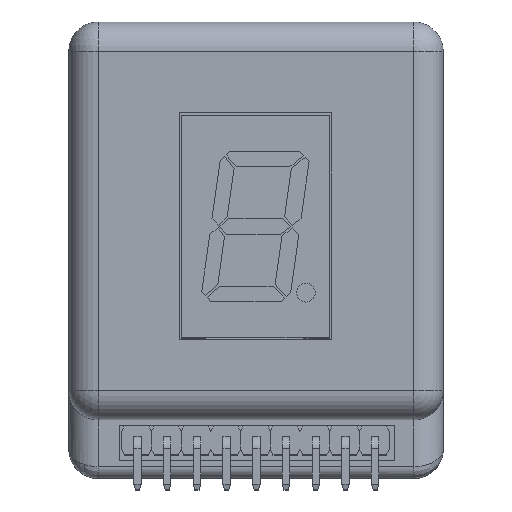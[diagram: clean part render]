
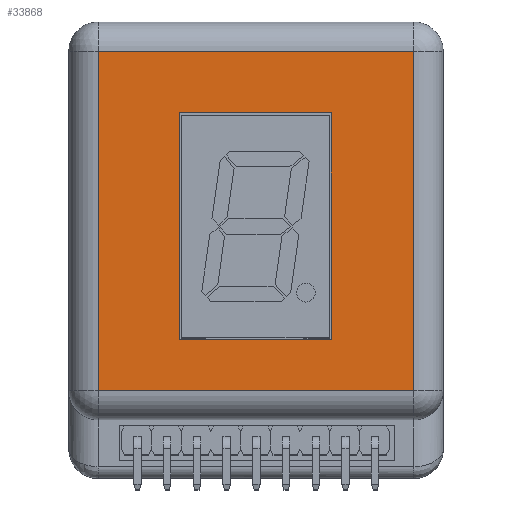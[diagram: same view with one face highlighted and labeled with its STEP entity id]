
A CAD part, top view. The second image highlights one B-rep face of the part: STEP entity #33868.
In plain terms, the highlighted planar face has unit normal (0, 0, 1).
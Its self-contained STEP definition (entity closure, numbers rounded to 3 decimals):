
#28642 = CYLINDRICAL_SURFACE('',#28643,2.5);
#28643 = AXIS2_PLACEMENT_3D('',#28644,#28645,#28646);
#28644 = CARTESIAN_POINT('',(-9.65,-1.,5.6));
#28645 = DIRECTION('',(1.,0.,0.));
#28646 = DIRECTION('',(0.,-1.,0.));
#29158 = CYLINDRICAL_SURFACE('',#29159,2.5);
#29159 = AXIS2_PLACEMENT_3D('',#29160,#29161,#29162);
#29160 = CARTESIAN_POINT('',(-7.15,-3.5,5.6));
#29161 = DIRECTION('',(0.,1.,0.));
#29162 = DIRECTION('',(0.,0.,1.));
#29376 = VERTEX_POINT('',#29377);
#29377 = CARTESIAN_POINT('',(-7.15,-1.,8.1));
#29399 = EDGE_CURVE('',#29376,#29400,#29402,.T.);
#29400 = VERTEX_POINT('',#29401);
#29401 = CARTESIAN_POINT('',(19.85,-1.,8.1));
#29402 = SURFACE_CURVE('',#29403,(#29407,#29414),.PCURVE_S1.);
#29403 = LINE('',#29404,#29405);
#29404 = CARTESIAN_POINT('',(-9.65,-1.,8.1));
#29405 = VECTOR('',#29406,1.);
#29406 = DIRECTION('',(1.,0.,0.));
#29407 = PCURVE('',#28642,#29408);
#29408 = DEFINITIONAL_REPRESENTATION('',(#29409),#29413);
#29409 = LINE('',#29410,#29411);
#29410 = CARTESIAN_POINT('',(-1.571,0.));
#29411 = VECTOR('',#29412,1.);
#29412 = DIRECTION('',(-0.,1.));
#29413 = ( GEOMETRIC_REPRESENTATION_CONTEXT(2) 
PARAMETRIC_REPRESENTATION_CONTEXT() REPRESENTATION_CONTEXT('2D SPACE',''
  ) );
#29414 = PCURVE('',#29415,#29420);
#29415 = PLANE('',#29416);
#29416 = AXIS2_PLACEMENT_3D('',#29417,#29418,#29419);
#29417 = CARTESIAN_POINT('',(-9.65,-3.5,8.1));
#29418 = DIRECTION('',(0.,0.,1.));
#29419 = DIRECTION('',(1.,0.,0.));
#29420 = DEFINITIONAL_REPRESENTATION('',(#29421),#29425);
#29421 = LINE('',#29422,#29423);
#29422 = CARTESIAN_POINT('',(0.,2.5));
#29423 = VECTOR('',#29424,1.);
#29424 = DIRECTION('',(1.,0.));
#29425 = ( GEOMETRIC_REPRESENTATION_CONTEXT(2) 
PARAMETRIC_REPRESENTATION_CONTEXT() REPRESENTATION_CONTEXT('2D SPACE',''
  ) );
#29517 = CYLINDRICAL_SURFACE('',#29518,2.5);
#29518 = AXIS2_PLACEMENT_3D('',#29519,#29520,#29521);
#29519 = CARTESIAN_POINT('',(19.85,-3.5,5.6));
#29520 = DIRECTION('',(0.,1.,0.));
#29521 = DIRECTION('',(1.,0.,0.));
#33793 = VERTEX_POINT('',#33794);
#33794 = CARTESIAN_POINT('',(-7.15,28.,8.1));
#33816 = EDGE_CURVE('',#29376,#33793,#33817,.T.);
#33817 = SURFACE_CURVE('',#33818,(#33822,#33829),.PCURVE_S1.);
#33818 = LINE('',#33819,#33820);
#33819 = CARTESIAN_POINT('',(-7.15,-3.5,8.1));
#33820 = VECTOR('',#33821,1.);
#33821 = DIRECTION('',(0.,1.,0.));
#33822 = PCURVE('',#29158,#33823);
#33823 = DEFINITIONAL_REPRESENTATION('',(#33824),#33828);
#33824 = LINE('',#33825,#33826);
#33825 = CARTESIAN_POINT('',(-0.,0.));
#33826 = VECTOR('',#33827,1.);
#33827 = DIRECTION('',(-0.,1.));
#33828 = ( GEOMETRIC_REPRESENTATION_CONTEXT(2) 
PARAMETRIC_REPRESENTATION_CONTEXT() REPRESENTATION_CONTEXT('2D SPACE',''
  ) );
#33829 = PCURVE('',#29415,#33830);
#33830 = DEFINITIONAL_REPRESENTATION('',(#33831),#33835);
#33831 = LINE('',#33832,#33833);
#33832 = CARTESIAN_POINT('',(2.5,0.));
#33833 = VECTOR('',#33834,1.);
#33834 = DIRECTION('',(0.,1.));
#33835 = ( GEOMETRIC_REPRESENTATION_CONTEXT(2) 
PARAMETRIC_REPRESENTATION_CONTEXT() REPRESENTATION_CONTEXT('2D SPACE',''
  ) );
#33868 = ADVANCED_FACE('',(#33869,#33922),#29415,.T.);
#33869 = FACE_BOUND('',#33870,.T.);
#33870 = EDGE_LOOP('',(#33871,#33872,#33895,#33921));
#33871 = ORIENTED_EDGE('',*,*,#29399,.T.);
#33872 = ORIENTED_EDGE('',*,*,#33873,.T.);
#33873 = EDGE_CURVE('',#29400,#33874,#33876,.T.);
#33874 = VERTEX_POINT('',#33875);
#33875 = CARTESIAN_POINT('',(19.85,28.,8.1));
#33876 = SURFACE_CURVE('',#33877,(#33881,#33888),.PCURVE_S1.);
#33877 = LINE('',#33878,#33879);
#33878 = CARTESIAN_POINT('',(19.85,-3.5,8.1));
#33879 = VECTOR('',#33880,1.);
#33880 = DIRECTION('',(0.,1.,0.));
#33881 = PCURVE('',#29415,#33882);
#33882 = DEFINITIONAL_REPRESENTATION('',(#33883),#33887);
#33883 = LINE('',#33884,#33885);
#33884 = CARTESIAN_POINT('',(29.5,0.));
#33885 = VECTOR('',#33886,1.);
#33886 = DIRECTION('',(0.,1.));
#33887 = ( GEOMETRIC_REPRESENTATION_CONTEXT(2) 
PARAMETRIC_REPRESENTATION_CONTEXT() REPRESENTATION_CONTEXT('2D SPACE',''
  ) );
#33888 = PCURVE('',#29517,#33889);
#33889 = DEFINITIONAL_REPRESENTATION('',(#33890),#33894);
#33890 = LINE('',#33891,#33892);
#33891 = CARTESIAN_POINT('',(-1.571,0.));
#33892 = VECTOR('',#33893,1.);
#33893 = DIRECTION('',(-0.,1.));
#33894 = ( GEOMETRIC_REPRESENTATION_CONTEXT(2) 
PARAMETRIC_REPRESENTATION_CONTEXT() REPRESENTATION_CONTEXT('2D SPACE',''
  ) );
#33895 = ORIENTED_EDGE('',*,*,#33896,.F.);
#33896 = EDGE_CURVE('',#33793,#33874,#33897,.T.);
#33897 = SURFACE_CURVE('',#33898,(#33902,#33909),.PCURVE_S1.);
#33898 = LINE('',#33899,#33900);
#33899 = CARTESIAN_POINT('',(-9.65,28.,8.1));
#33900 = VECTOR('',#33901,1.);
#33901 = DIRECTION('',(1.,0.,0.));
#33902 = PCURVE('',#29415,#33903);
#33903 = DEFINITIONAL_REPRESENTATION('',(#33904),#33908);
#33904 = LINE('',#33905,#33906);
#33905 = CARTESIAN_POINT('',(0.,31.5));
#33906 = VECTOR('',#33907,1.);
#33907 = DIRECTION('',(1.,0.));
#33908 = ( GEOMETRIC_REPRESENTATION_CONTEXT(2) 
PARAMETRIC_REPRESENTATION_CONTEXT() REPRESENTATION_CONTEXT('2D SPACE',''
  ) );
#33909 = PCURVE('',#33910,#33915);
#33910 = CYLINDRICAL_SURFACE('',#33911,2.5);
#33911 = AXIS2_PLACEMENT_3D('',#33912,#33913,#33914);
#33912 = CARTESIAN_POINT('',(-9.65,28.,5.6));
#33913 = DIRECTION('',(1.,0.,0.));
#33914 = DIRECTION('',(0.,0.,1.));
#33915 = DEFINITIONAL_REPRESENTATION('',(#33916),#33920);
#33916 = LINE('',#33917,#33918);
#33917 = CARTESIAN_POINT('',(-0.,0.));
#33918 = VECTOR('',#33919,1.);
#33919 = DIRECTION('',(-0.,1.));
#33920 = ( GEOMETRIC_REPRESENTATION_CONTEXT(2) 
PARAMETRIC_REPRESENTATION_CONTEXT() REPRESENTATION_CONTEXT('2D SPACE',''
  ) );
#33921 = ORIENTED_EDGE('',*,*,#33816,.F.);
#33922 = FACE_BOUND('',#33923,.T.);
#33923 = EDGE_LOOP('',(#33924,#33952,#33978,#34004));
#33924 = ORIENTED_EDGE('',*,*,#33925,.T.);
#33925 = EDGE_CURVE('',#33926,#33928,#33930,.T.);
#33926 = VERTEX_POINT('',#33927);
#33927 = CARTESIAN_POINT('',(12.8,3.34,8.1));
#33928 = VERTEX_POINT('',#33929);
#33929 = CARTESIAN_POINT('',(-0.2,3.34,8.1));
#33930 = SURFACE_CURVE('',#33931,(#33935,#33941),.PCURVE_S1.);
#33931 = LINE('',#33932,#33933);
#33932 = CARTESIAN_POINT('',(-4.925,3.34,8.1));
#33933 = VECTOR('',#33934,1.);
#33934 = DIRECTION('',(-1.,0.,0.));
#33935 = PCURVE('',#29415,#33936);
#33936 = DEFINITIONAL_REPRESENTATION('',(#33937),#33940);
#33937 = B_SPLINE_CURVE_WITH_KNOTS('',1,(#33938,#33939),.UNSPECIFIED.,
  .F.,.F.,(2,2),(-19.025,-3.425),.PIECEWISE_BEZIER_KNOTS.);
#33938 = CARTESIAN_POINT('',(23.75,6.84));
#33939 = CARTESIAN_POINT('',(8.15,6.84));
#33940 = ( GEOMETRIC_REPRESENTATION_CONTEXT(2) 
PARAMETRIC_REPRESENTATION_CONTEXT() REPRESENTATION_CONTEXT('2D SPACE',''
  ) );
#33941 = PCURVE('',#33942,#33947);
#33942 = PLANE('',#33943);
#33943 = AXIS2_PLACEMENT_3D('',#33944,#33945,#33946);
#33944 = CARTESIAN_POINT('',(-0.2,3.34,0.));
#33945 = DIRECTION('',(0.,1.,0.));
#33946 = DIRECTION('',(0.,0.,1.));
#33947 = DEFINITIONAL_REPRESENTATION('',(#33948),#33951);
#33948 = B_SPLINE_CURVE_WITH_KNOTS('',1,(#33949,#33950),.UNSPECIFIED.,
  .F.,.F.,(2,2),(-19.025,-3.425),.PIECEWISE_BEZIER_KNOTS.);
#33949 = CARTESIAN_POINT('',(8.1,14.3));
#33950 = CARTESIAN_POINT('',(8.1,-1.3));
#33951 = ( GEOMETRIC_REPRESENTATION_CONTEXT(2) 
PARAMETRIC_REPRESENTATION_CONTEXT() REPRESENTATION_CONTEXT('2D SPACE',''
  ) );
#33952 = ORIENTED_EDGE('',*,*,#33953,.T.);
#33953 = EDGE_CURVE('',#33928,#33954,#33956,.T.);
#33954 = VERTEX_POINT('',#33955);
#33955 = CARTESIAN_POINT('',(-0.2,22.74,8.1));
#33956 = SURFACE_CURVE('',#33957,(#33961,#33967),.PCURVE_S1.);
#33957 = LINE('',#33958,#33959);
#33958 = CARTESIAN_POINT('',(-0.2,-0.08,8.1));
#33959 = VECTOR('',#33960,1.);
#33960 = DIRECTION('',(0.,1.,0.));
#33961 = PCURVE('',#29415,#33962);
#33962 = DEFINITIONAL_REPRESENTATION('',(#33963),#33966);
#33963 = B_SPLINE_CURVE_WITH_KNOTS('',1,(#33964,#33965),.UNSPECIFIED.,
  .F.,.F.,(2,2),(1.48,24.76),.PIECEWISE_BEZIER_KNOTS.);
#33964 = CARTESIAN_POINT('',(9.45,4.9));
#33965 = CARTESIAN_POINT('',(9.45,28.18));
#33966 = ( GEOMETRIC_REPRESENTATION_CONTEXT(2) 
PARAMETRIC_REPRESENTATION_CONTEXT() REPRESENTATION_CONTEXT('2D SPACE',''
  ) );
#33967 = PCURVE('',#33968,#33973);
#33968 = PLANE('',#33969);
#33969 = AXIS2_PLACEMENT_3D('',#33970,#33971,#33972);
#33970 = CARTESIAN_POINT('',(-0.2,3.34,0.));
#33971 = DIRECTION('',(1.,0.,0.));
#33972 = DIRECTION('',(0.,0.,1.));
#33973 = DEFINITIONAL_REPRESENTATION('',(#33974),#33977);
#33974 = B_SPLINE_CURVE_WITH_KNOTS('',1,(#33975,#33976),.UNSPECIFIED.,
  .F.,.F.,(2,2),(1.48,24.76),.PIECEWISE_BEZIER_KNOTS.);
#33975 = CARTESIAN_POINT('',(8.1,1.94));
#33976 = CARTESIAN_POINT('',(8.1,-21.34));
#33977 = ( GEOMETRIC_REPRESENTATION_CONTEXT(2) 
PARAMETRIC_REPRESENTATION_CONTEXT() REPRESENTATION_CONTEXT('2D SPACE',''
  ) );
#33978 = ORIENTED_EDGE('',*,*,#33979,.F.);
#33979 = EDGE_CURVE('',#33980,#33954,#33982,.T.);
#33980 = VERTEX_POINT('',#33981);
#33981 = CARTESIAN_POINT('',(12.8,22.74,8.1));
#33982 = SURFACE_CURVE('',#33983,(#33987,#33993),.PCURVE_S1.);
#33983 = LINE('',#33984,#33985);
#33984 = CARTESIAN_POINT('',(-4.925,22.74,8.1));
#33985 = VECTOR('',#33986,1.);
#33986 = DIRECTION('',(-1.,0.,0.));
#33987 = PCURVE('',#29415,#33988);
#33988 = DEFINITIONAL_REPRESENTATION('',(#33989),#33992);
#33989 = B_SPLINE_CURVE_WITH_KNOTS('',1,(#33990,#33991),.UNSPECIFIED.,
  .F.,.F.,(2,2),(-19.025,-3.425),.PIECEWISE_BEZIER_KNOTS.);
#33990 = CARTESIAN_POINT('',(23.75,26.24));
#33991 = CARTESIAN_POINT('',(8.15,26.24));
#33992 = ( GEOMETRIC_REPRESENTATION_CONTEXT(2) 
PARAMETRIC_REPRESENTATION_CONTEXT() REPRESENTATION_CONTEXT('2D SPACE',''
  ) );
#33993 = PCURVE('',#33994,#33999);
#33994 = PLANE('',#33995);
#33995 = AXIS2_PLACEMENT_3D('',#33996,#33997,#33998);
#33996 = CARTESIAN_POINT('',(-0.2,22.74,0.));
#33997 = DIRECTION('',(0.,1.,0.));
#33998 = DIRECTION('',(0.,0.,1.));
#33999 = DEFINITIONAL_REPRESENTATION('',(#34000),#34003);
#34000 = B_SPLINE_CURVE_WITH_KNOTS('',1,(#34001,#34002),.UNSPECIFIED.,
  .F.,.F.,(2,2),(-19.025,-3.425),.PIECEWISE_BEZIER_KNOTS.);
#34001 = CARTESIAN_POINT('',(8.1,14.3));
#34002 = CARTESIAN_POINT('',(8.1,-1.3));
#34003 = ( GEOMETRIC_REPRESENTATION_CONTEXT(2) 
PARAMETRIC_REPRESENTATION_CONTEXT() REPRESENTATION_CONTEXT('2D SPACE',''
  ) );
#34004 = ORIENTED_EDGE('',*,*,#34005,.F.);
#34005 = EDGE_CURVE('',#33926,#33980,#34006,.T.);
#34006 = SURFACE_CURVE('',#34007,(#34011,#34017),.PCURVE_S1.);
#34007 = LINE('',#34008,#34009);
#34008 = CARTESIAN_POINT('',(12.8,-0.08,8.1));
#34009 = VECTOR('',#34010,1.);
#34010 = DIRECTION('',(0.,1.,0.));
#34011 = PCURVE('',#29415,#34012);
#34012 = DEFINITIONAL_REPRESENTATION('',(#34013),#34016);
#34013 = B_SPLINE_CURVE_WITH_KNOTS('',1,(#34014,#34015),.UNSPECIFIED.,
  .F.,.F.,(2,2),(1.48,24.76),.PIECEWISE_BEZIER_KNOTS.);
#34014 = CARTESIAN_POINT('',(22.45,4.9));
#34015 = CARTESIAN_POINT('',(22.45,28.18));
#34016 = ( GEOMETRIC_REPRESENTATION_CONTEXT(2) 
PARAMETRIC_REPRESENTATION_CONTEXT() REPRESENTATION_CONTEXT('2D SPACE',''
  ) );
#34017 = PCURVE('',#34018,#34023);
#34018 = PLANE('',#34019);
#34019 = AXIS2_PLACEMENT_3D('',#34020,#34021,#34022);
#34020 = CARTESIAN_POINT('',(12.8,3.34,0.));
#34021 = DIRECTION('',(1.,0.,0.));
#34022 = DIRECTION('',(0.,0.,1.));
#34023 = DEFINITIONAL_REPRESENTATION('',(#34024),#34027);
#34024 = B_SPLINE_CURVE_WITH_KNOTS('',1,(#34025,#34026),.UNSPECIFIED.,
  .F.,.F.,(2,2),(1.48,24.76),.PIECEWISE_BEZIER_KNOTS.);
#34025 = CARTESIAN_POINT('',(8.1,1.94));
#34026 = CARTESIAN_POINT('',(8.1,-21.34));
#34027 = ( GEOMETRIC_REPRESENTATION_CONTEXT(2) 
PARAMETRIC_REPRESENTATION_CONTEXT() REPRESENTATION_CONTEXT('2D SPACE',''
  ) );
